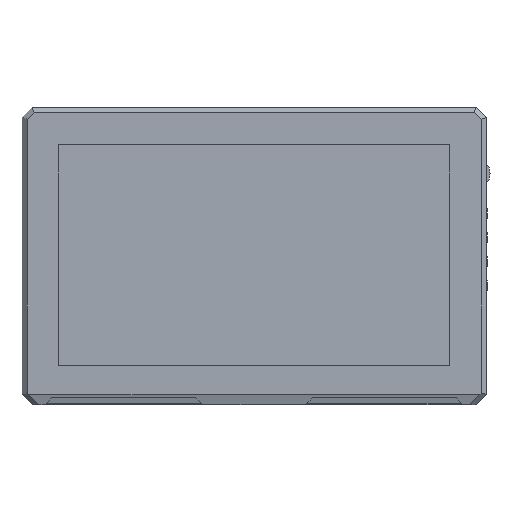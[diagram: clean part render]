
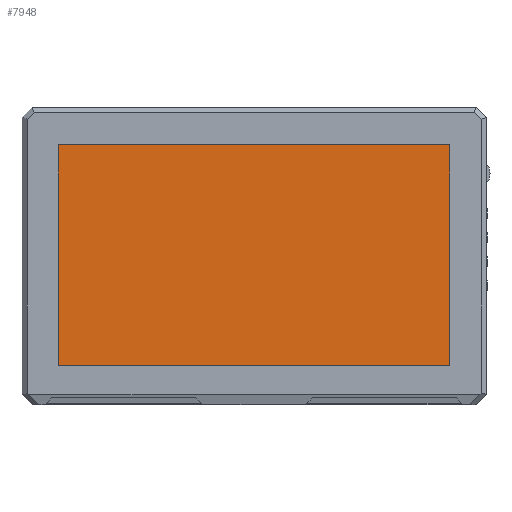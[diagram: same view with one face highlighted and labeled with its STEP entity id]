
A CAD part, top view. The second image highlights one B-rep face of the part: STEP entity #7948.
In plain terms, the highlighted face is planar.
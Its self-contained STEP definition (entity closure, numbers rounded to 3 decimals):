
#529=PLANE('',#8635);
#925=FACE_OUTER_BOUND('',#1454,.T.);
#1454=EDGE_LOOP('',(#6536,#6537,#6538,#6539));
#2145=LINE('',#12690,#2917);
#2148=LINE('',#12696,#2920);
#2151=LINE('',#12702,#2923);
#2154=LINE('',#12706,#2926);
#2917=VECTOR('',#10183,10.);
#2920=VECTOR('',#10188,10.);
#2923=VECTOR('',#10193,10.);
#2926=VECTOR('',#10198,10.);
#3942=VERTEX_POINT('',#12687);
#3943=VERTEX_POINT('',#12689);
#3945=VERTEX_POINT('',#12695);
#3947=VERTEX_POINT('',#12701);
#4873=EDGE_CURVE('',#3943,#3942,#2145,.T.);
#4876=EDGE_CURVE('',#3945,#3943,#2148,.T.);
#4879=EDGE_CURVE('',#3947,#3945,#2151,.T.);
#4882=EDGE_CURVE('',#3942,#3947,#2154,.T.);
#6536=ORIENTED_EDGE('',*,*,#4882,.T.);
#6537=ORIENTED_EDGE('',*,*,#4879,.T.);
#6538=ORIENTED_EDGE('',*,*,#4876,.T.);
#6539=ORIENTED_EDGE('',*,*,#4873,.T.);
#7948=ADVANCED_FACE('',(#925),#529,.T.);
#8635=AXIS2_PLACEMENT_3D('',#12708,#10201,#10202);
#10183=DIRECTION('',(0.,0.,1.));
#10188=DIRECTION('',(-1.,0.,0.));
#10193=DIRECTION('',(0.,0.,-1.));
#10198=DIRECTION('',(1.,0.,0.));
#10201=DIRECTION('center_axis',(0.,1.,0.));
#10202=DIRECTION('ref_axis',(0.,0.,1.));
#12687=CARTESIAN_POINT('',(-44.,2.,78.));
#12689=CARTESIAN_POINT('',(-44.,2.,-78.));
#12690=CARTESIAN_POINT('',(-44.,2.,78.));
#12695=CARTESIAN_POINT('',(44.,2.,-78.));
#12696=CARTESIAN_POINT('',(-44.,2.,-78.));
#12701=CARTESIAN_POINT('',(44.,2.,78.));
#12702=CARTESIAN_POINT('',(44.,2.,-78.));
#12706=CARTESIAN_POINT('',(44.,2.,78.));
#12708=CARTESIAN_POINT('Origin',(0.,2.,0.));
